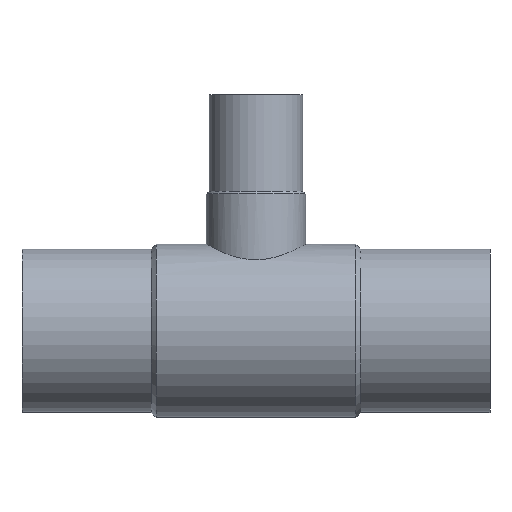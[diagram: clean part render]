
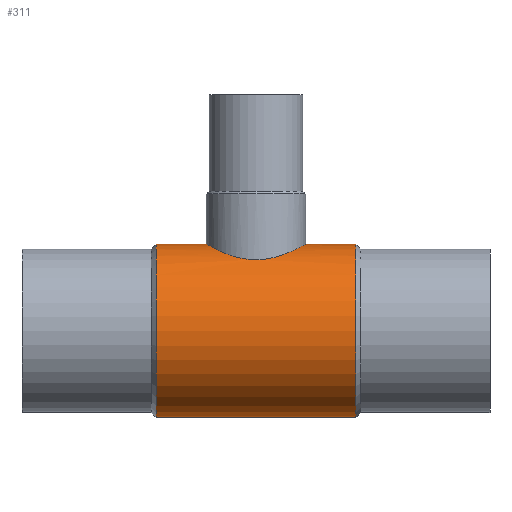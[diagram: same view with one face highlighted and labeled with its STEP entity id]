
A CAD part, top view. The second image highlights one B-rep face of the part: STEP entity #311.
In plain terms, the highlighted cylindrical face has radius 58.3 mm (diameter 116.6 mm), a partial arc.
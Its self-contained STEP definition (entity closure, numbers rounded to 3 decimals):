
#161 = VERTEX_POINT( '', #390 );
#209 = EDGE_CURVE( '', #251, #161, #443, .T. );
#211 = EDGE_CURVE( '', #231, #227, #445, .T. );
#221 = EDGE_CURVE( '', #267, #249, #459, .T. );
#227 = VERTEX_POINT( '', #466 );
#231 = VERTEX_POINT( '', #470 );
#239 = EDGE_CURVE( '', #161, #267, #479, .T. );
#241 = EDGE_CURVE( '', #249, #227, #481, .T. );
#249 = VERTEX_POINT( '', #490 );
#251 = VERTEX_POINT( '', #492 );
#267 = VERTEX_POINT( '', #511 );
#291 = EDGE_CURVE( '', #231, #251, #536, .T. );
#311 = ADVANCED_FACE( '', ( #558 ), #559, .T. );
#390 = CARTESIAN_POINT( '', ( -90.3, 58.3, 0. ) );
#443 = CIRCLE( '', #808, 58.3 );
#445 = CIRCLE( '', #811, 58.3 );
#459 = B_SPLINE_CURVE_WITH_KNOTS( '', 3, ( #827, #828, #829, #830, #831, #832, #833, #834, #835, #836, #837, #838, #839, #840, #841, #842, #843, #844, #845, #846, #847, #848, #849, #850, #851, #852, #853, #854, #855, #856, #857, #858, #859, #860, #861, #862, #863, #864, #865, #866, #867, #868, #869, #870, #871, #872, #873, #874, #875, #876, #877, #878, #879, #880, #881, #882, #883, #884, #885, #886, #887, #888, #889, #890, #891, #892 ), .UNSPECIFIED., .F., .F., ( 4, 2, 2, 2, 2, 2, 2, 2, 2, 2, 2, 2, 2, 2, 2, 2, 2, 2, 2, 2, 2, 2, 2, 2, 2, 2, 2, 2, 2, 2, 2, 2, 4 ), ( 51.746, 54.972, 58.198, 61.423, 64.649, 67.875, 71.101, 74.327, 77.552, 80.795, 84.037, 87.28, 90.522, 93.765, 97.007, 100.25, 103.492, 106.735, 109.977, 113.22, 116.462, 119.705, 122.947, 126.19, 129.432, 132.658, 135.884, 139.11, 142.335, 145.561, 148.787, 152.013, 155.238 ), .UNSPECIFIED. );
#466 = CARTESIAN_POINT( '', ( -224.7, 58.3, 0. ) );
#470 = CARTESIAN_POINT( '', ( -224.7, -58.3, 0. ) );
#479 = LINE( '', #915, #916 );
#481 = LINE( '', #919, #920 );
#490 = CARTESIAN_POINT( '', ( -190.9, 58.3, 0. ) );
#492 = CARTESIAN_POINT( '', ( -90.3, -58.3, 0. ) );
#511 = CARTESIAN_POINT( '', ( -124.1, 58.3, 0. ) );
#536 = LINE( '', #1020, #1021 );
#558 = FACE_OUTER_BOUND( '', #1051, .T. );
#559 = CYLINDRICAL_SURFACE( '', #1052, 58.3 );
#808 = AXIS2_PLACEMENT_3D( '', #1255, #1256, #1257 );
#811 = AXIS2_PLACEMENT_3D( '', #1258, #1259, #1260 );
#827 = CARTESIAN_POINT( '', ( -124.1, 58.3, 0. ) );
#828 = CARTESIAN_POINT( '', ( -124.1, 58.3, 1.075 ) );
#829 = CARTESIAN_POINT( '', ( -124.152, 58.27, 2.165 ) );
#830 = CARTESIAN_POINT( '', ( -124.367, 58.148, 4.352 ) );
#831 = CARTESIAN_POINT( '', ( -124.529, 58.055, 5.449 ) );
#832 = CARTESIAN_POINT( '', ( -124.964, 57.809, 7.63 ) );
#833 = CARTESIAN_POINT( '', ( -125.237, 57.655, 8.713 ) );
#834 = CARTESIAN_POINT( '', ( -125.891, 57.292, 10.848 ) );
#835 = CARTESIAN_POINT( '', ( -126.271, 57.083, 11.899 ) );
#836 = CARTESIAN_POINT( '', ( -127.132, 56.616, 13.95 ) );
#837 = CARTESIAN_POINT( '', ( -127.613, 56.359, 14.951 ) );
#838 = CARTESIAN_POINT( '', ( -128.664, 55.809, 16.89 ) );
#839 = CARTESIAN_POINT( '', ( -129.234, 55.516, 17.827 ) );
#840 = CARTESIAN_POINT( '', ( -130.452, 54.906, 19.625 ) );
#841 = CARTESIAN_POINT( '', ( -131.098, 54.59, 20.485 ) );
#842 = CARTESIAN_POINT( '', ( -132.451, 53.948, 22.119 ) );
#843 = CARTESIAN_POINT( '', ( -133.157, 53.624, 22.892 ) );
#844 = CARTESIAN_POINT( '', ( -134.612, 52.979, 24.347 ) );
#845 = CARTESIAN_POINT( '', ( -135.388, 52.647, 25.055 ) );
#846 = CARTESIAN_POINT( '', ( -137.025, 51.981, 26.41 ) );
#847 = CARTESIAN_POINT( '', ( -137.886, 51.646, 27.056 ) );
#848 = CARTESIAN_POINT( '', ( -139.684, 50.991, 28.272 ) );
#849 = CARTESIAN_POINT( '', ( -140.62, 50.67, 28.841 ) );
#850 = CARTESIAN_POINT( '', ( -142.554, 50.059, 29.89 ) );
#851 = CARTESIAN_POINT( '', ( -143.553, 49.768, 30.369 ) );
#852 = CARTESIAN_POINT( '', ( -145.598, 49.234, 31.227 ) );
#853 = CARTESIAN_POINT( '', ( -146.646, 48.99, 31.607 ) );
#854 = CARTESIAN_POINT( '', ( -148.776, 48.563, 32.26 ) );
#855 = CARTESIAN_POINT( '', ( -149.858, 48.379, 32.533 ) );
#856 = CARTESIAN_POINT( '', ( -152.037, 48.083, 32.969 ) );
#857 = CARTESIAN_POINT( '', ( -153.135, 47.971, 33.132 ) );
#858 = CARTESIAN_POINT( '', ( -155.326, 47.821, 33.347 ) );
#859 = CARTESIAN_POINT( '', ( -156.419, 47.784, 33.4 ) );
#860 = CARTESIAN_POINT( '', ( -158.581, 47.784, 33.4 ) );
#861 = CARTESIAN_POINT( '', ( -159.674, 47.821, 33.347 ) );
#862 = CARTESIAN_POINT( '', ( -161.865, 47.971, 33.132 ) );
#863 = CARTESIAN_POINT( '', ( -162.963, 48.083, 32.969 ) );
#864 = CARTESIAN_POINT( '', ( -165.142, 48.379, 32.533 ) );
#865 = CARTESIAN_POINT( '', ( -166.224, 48.563, 32.26 ) );
#866 = CARTESIAN_POINT( '', ( -168.354, 48.99, 31.607 ) );
#867 = CARTESIAN_POINT( '', ( -169.402, 49.234, 31.227 ) );
#868 = CARTESIAN_POINT( '', ( -171.447, 49.768, 30.369 ) );
#869 = CARTESIAN_POINT( '', ( -172.446, 50.059, 29.89 ) );
#870 = CARTESIAN_POINT( '', ( -174.38, 50.67, 28.841 ) );
#871 = CARTESIAN_POINT( '', ( -175.316, 50.991, 28.272 ) );
#872 = CARTESIAN_POINT( '', ( -177.114, 51.646, 27.056 ) );
#873 = CARTESIAN_POINT( '', ( -177.975, 51.981, 26.41 ) );
#874 = CARTESIAN_POINT( '', ( -179.612, 52.647, 25.055 ) );
#875 = CARTESIAN_POINT( '', ( -180.388, 52.979, 24.347 ) );
#876 = CARTESIAN_POINT( '', ( -181.843, 53.624, 22.892 ) );
#877 = CARTESIAN_POINT( '', ( -182.549, 53.948, 22.119 ) );
#878 = CARTESIAN_POINT( '', ( -183.902, 54.59, 20.485 ) );
#879 = CARTESIAN_POINT( '', ( -184.548, 54.906, 19.625 ) );
#880 = CARTESIAN_POINT( '', ( -185.766, 55.516, 17.827 ) );
#881 = CARTESIAN_POINT( '', ( -186.336, 55.809, 16.89 ) );
#882 = CARTESIAN_POINT( '', ( -187.387, 56.359, 14.951 ) );
#883 = CARTESIAN_POINT( '', ( -187.868, 56.616, 13.95 ) );
#884 = CARTESIAN_POINT( '', ( -188.729, 57.083, 11.899 ) );
#885 = CARTESIAN_POINT( '', ( -189.109, 57.292, 10.848 ) );
#886 = CARTESIAN_POINT( '', ( -189.763, 57.655, 8.713 ) );
#887 = CARTESIAN_POINT( '', ( -190.036, 57.809, 7.63 ) );
#888 = CARTESIAN_POINT( '', ( -190.471, 58.055, 5.449 ) );
#889 = CARTESIAN_POINT( '', ( -190.633, 58.148, 4.352 ) );
#890 = CARTESIAN_POINT( '', ( -190.848, 58.27, 2.165 ) );
#891 = CARTESIAN_POINT( '', ( -190.9, 58.3, 1.075 ) );
#892 = CARTESIAN_POINT( '', ( -190.9, 58.3, 0. ) );
#915 = CARTESIAN_POINT( '', ( -157.5, 58.3, 0. ) );
#916 = VECTOR( '', #1305, 1. );
#919 = CARTESIAN_POINT( '', ( -157.5, 58.3, 0. ) );
#920 = VECTOR( '', #1306, 1. );
#1020 = CARTESIAN_POINT( '', ( -157.5, -58.3, 0. ) );
#1021 = VECTOR( '', #1367, 1. );
#1051 = EDGE_LOOP( '', ( #1395, #1396, #1397, #1398, #1399, #1400 ) );
#1052 = AXIS2_PLACEMENT_3D( '', #1401, #1402, #1403 );
#1255 = CARTESIAN_POINT( '', ( -90.3, 0., 0. ) );
#1256 = DIRECTION( '', ( -1., 0., 0. ) );
#1257 = DIRECTION( '', ( 0., 1., 0. ) );
#1258 = CARTESIAN_POINT( '', ( -224.7, 0., 0. ) );
#1259 = DIRECTION( '', ( -1., 0., 0. ) );
#1260 = DIRECTION( '', ( 0., 1., 0. ) );
#1305 = DIRECTION( '', ( -1., 0., 0. ) );
#1306 = DIRECTION( '', ( -1., 0., 0. ) );
#1367 = DIRECTION( '', ( 1., 0., 0. ) );
#1395 = ORIENTED_EDGE( '', *, *, #239, .T. );
#1396 = ORIENTED_EDGE( '', *, *, #221, .T. );
#1397 = ORIENTED_EDGE( '', *, *, #241, .T. );
#1398 = ORIENTED_EDGE( '', *, *, #211, .F. );
#1399 = ORIENTED_EDGE( '', *, *, #291, .T. );
#1400 = ORIENTED_EDGE( '', *, *, #209, .T. );
#1401 = CARTESIAN_POINT( '', ( -157.5, 0., 0. ) );
#1402 = DIRECTION( '', ( 1., 0., 0. ) );
#1403 = DIRECTION( '', ( 0., 1., 0. ) );
